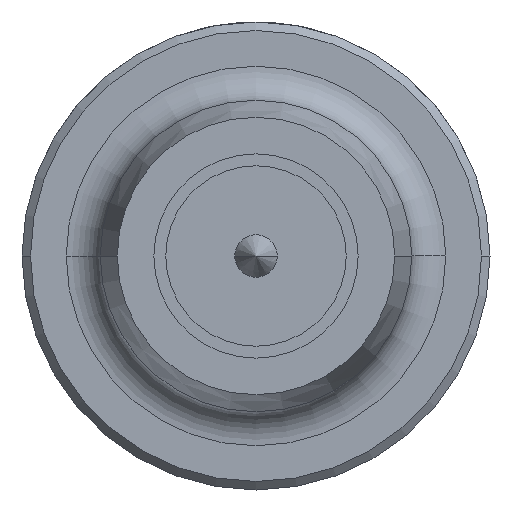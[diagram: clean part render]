
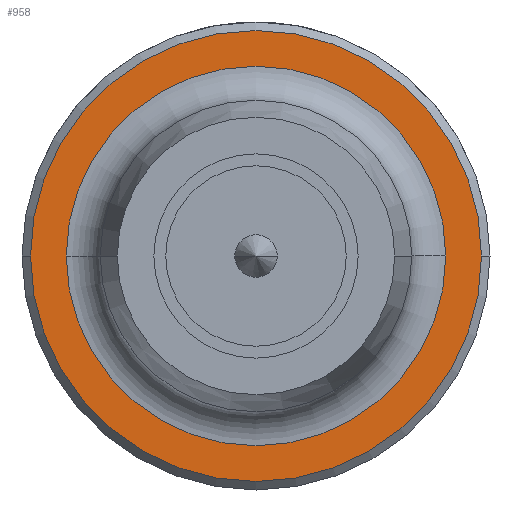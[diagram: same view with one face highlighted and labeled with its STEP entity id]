
A CAD part, left-side view. The second image highlights one B-rep face of the part: STEP entity #958.
In plain terms, the highlighted planar face has unit normal (-1, 0, 0).
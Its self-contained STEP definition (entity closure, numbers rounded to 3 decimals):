
#226=CARTESIAN_POINT('',(1.95,0.,0.));
#227=DIRECTION('',(1.,0.,0.));
#228=DIRECTION('',(0.,-1.,0.));
#229=AXIS2_PLACEMENT_3D('',#226,#227,#228);
#231=CARTESIAN_POINT('',(1.95,0.,0.));
#232=DIRECTION('',(1.,0.,0.));
#233=DIRECTION('',(0.,1.,0.));
#234=AXIS2_PLACEMENT_3D('',#231,#232,#233);
#236=CARTESIAN_POINT('',(1.95,0.,0.));
#237=DIRECTION('',(-1.,0.,0.));
#238=DIRECTION('',(0.,1.,0.));
#239=AXIS2_PLACEMENT_3D('',#236,#237,#238);
#241=CARTESIAN_POINT('',(1.95,0.,0.));
#242=DIRECTION('',(-1.,0.,0.));
#243=DIRECTION('',(0.,-1.,0.));
#244=AXIS2_PLACEMENT_3D('',#241,#242,#243);
#534=CARTESIAN_POINT('',(1.95,-2.23,0.));
#535=CARTESIAN_POINT('',(1.95,2.23,0.));
#536=VERTEX_POINT('',#534);
#537=VERTEX_POINT('',#535);
#538=CARTESIAN_POINT('',(1.95,2.65,0.));
#539=CARTESIAN_POINT('',(1.95,-2.65,0.));
#540=VERTEX_POINT('',#538);
#541=VERTEX_POINT('',#539);
#942=CARTESIAN_POINT('',(1.95,0.,0.));
#943=DIRECTION('',(-1.,0.,0.));
#944=DIRECTION('',(0.,1.,0.));
#945=AXIS2_PLACEMENT_3D('',#942,#943,#944);
#946=PLANE('',#945);
#947=ORIENTED_EDGE('',*,*,#932,.F.);
#949=ORIENTED_EDGE('',*,*,#948,.F.);
#950=EDGE_LOOP('',(#947,#949));
#951=FACE_OUTER_BOUND('',#950,.F.);
#953=ORIENTED_EDGE('',*,*,#952,.F.);
#955=ORIENTED_EDGE('',*,*,#954,.F.);
#956=EDGE_LOOP('',(#953,#955));
#957=FACE_BOUND('',#956,.F.);
#230=CIRCLE('',#229,2.23);
#235=CIRCLE('',#234,2.23);
#240=CIRCLE('',#239,2.65);
#245=CIRCLE('',#244,2.65);
#932=EDGE_CURVE('',#540,#541,#240,.T.);
#948=EDGE_CURVE('',#541,#540,#245,.T.);
#952=EDGE_CURVE('',#536,#537,#230,.T.);
#954=EDGE_CURVE('',#537,#536,#235,.T.);
#958=ADVANCED_FACE('',(#951,#957),#946,.T.);
